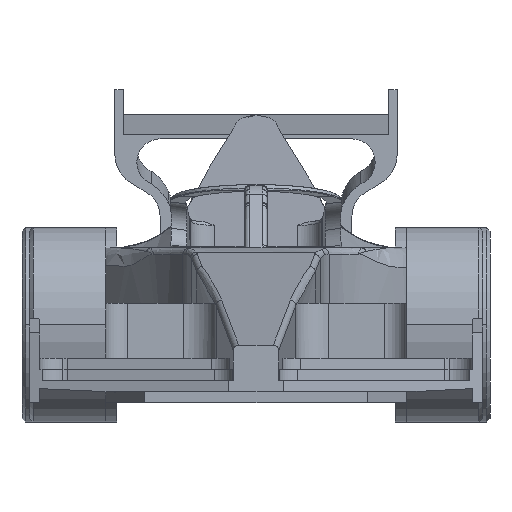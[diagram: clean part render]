
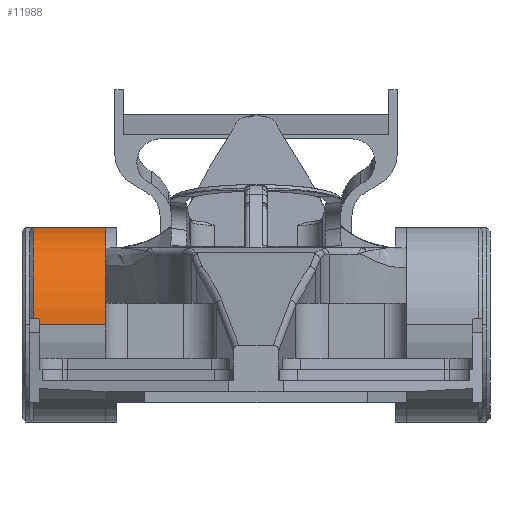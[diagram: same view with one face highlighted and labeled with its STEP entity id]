
A CAD part, left-side view. The second image highlights one B-rep face of the part: STEP entity #11988.
In plain terms, the highlighted cylindrical face has radius 19.712 mm (diameter 39.424 mm), a partial arc.
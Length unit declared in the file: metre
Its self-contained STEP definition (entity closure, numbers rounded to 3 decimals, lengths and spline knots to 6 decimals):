
#1254=EDGE_CURVE('0:1245',#3416,#3325,#3417,.T.);
#1350=EDGE_CURVE('0:1245',#3329,#3416,#3553,.T.);
#2210=EDGE_CURVE('0:2742',#3322,#3321,#4745,.T.);
#3321=VERTEX_POINT('',#6209);
#3322=VERTEX_POINT('',#6210);
#3325=VERTEX_POINT('',#6214);
#3329=VERTEX_POINT('',#6219);
#3416=VERTEX_POINT('',#6396);
#3417=CIRCLE('',#6397,0.019712);
#3553=CIRCLE('',#6636,0.019712);
#4745=CIRCLE('',#9845,0.019712);
#6209=CARTESIAN_POINT('',(0.07307,0.030468,0.01577));
#6210=CARTESIAN_POINT('',(0.033646,0.030468,0.01577));
#6214=CARTESIAN_POINT('',(0.033646,0.045158,0.01577));
#6219=CARTESIAN_POINT('',(0.07307,0.045158,0.01577));
#6396=CARTESIAN_POINT('',(0.053358,0.045158,0.035482));
#6397=AXIS2_PLACEMENT_3D('',#12513,#12514,#12515);
#6636=AXIS2_PLACEMENT_3D('',#12598,#12599,#12600);
#9845=AXIS2_PLACEMENT_3D('',#13187,#13188,#13189);
#11988=ADVANCED_FACE('0:381',(#14131),#14132,.T.);
#12513=CARTESIAN_POINT('',(0.053358,0.045158,0.01577));
#12514=DIRECTION('',(0.0,-1.0,0.0));
#12515=DIRECTION('',(0.0,0.0,1.0));
#12598=CARTESIAN_POINT('',(0.053358,0.045158,0.01577));
#12599=DIRECTION('',(0.0,-1.0,0.0));
#12600=DIRECTION('',(0.0,0.0,1.0));
#13187=CARTESIAN_POINT('',(0.053358,0.030468,0.01577));
#13188=DIRECTION('',(-0.0,1.0,0.0));
#13189=DIRECTION('',(1.0,0.0,0.));
#14131=FACE_OUTER_BOUND('',#16053,.T.);
#14132=CYLINDRICAL_SURFACE('',#16054,0.019712);
#16053=EDGE_LOOP('',(#18774,#18775,#18776,#18777,#18778));
#16054=AXIS2_PLACEMENT_3D('',#18779,#18780,#18781);
#18774=ORIENTED_EDGE('',*,*,#20879,.T.);
#18775=ORIENTED_EDGE('',*,*,#1350,.T.);
#18776=ORIENTED_EDGE('',*,*,#1254,.T.);
#18777=ORIENTED_EDGE('',*,*,#20880,.T.);
#18778=ORIENTED_EDGE('',*,*,#2210,.T.);
#18779=CARTESIAN_POINT('',(0.053358,0.045875,0.01577));
#18780=DIRECTION('',(-0.0,1.0,0.0));
#18781=DIRECTION('',(1.0,0.0,0.));
#20879=EDGE_CURVE('',#3321,#3329,#21065,.T.);
#20880=EDGE_CURVE('',#3325,#3322,#21066,.T.);
#21065=LINE('',#21335,#21336);
#21066=LINE('',#21337,#21338);
#21335=CARTESIAN_POINT('',(0.07307,0.037813,0.01577));
#21336=VECTOR('',#21831,1.0);
#21337=CARTESIAN_POINT('',(0.033646,0.037813,0.01577));
#21338=VECTOR('',#21832,1.0);
#21831=DIRECTION('',(-0.0,1.0,-0.0));
#21832=DIRECTION('',(-0.0,-1.0,-0.0));
